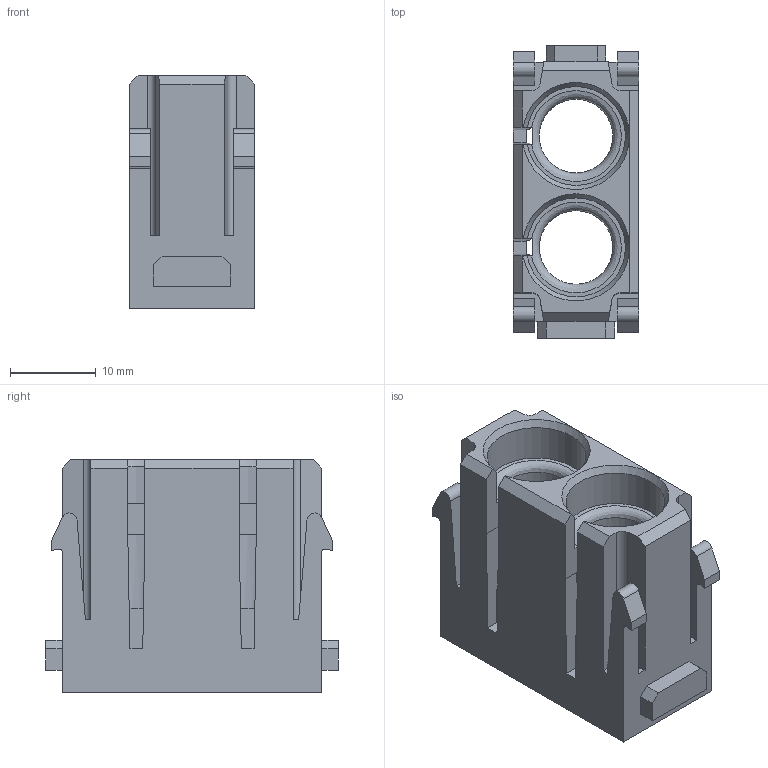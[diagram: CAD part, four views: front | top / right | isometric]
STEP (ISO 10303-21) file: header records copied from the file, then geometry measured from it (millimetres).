
FILE_DESCRIPTION(/* description */ (''),/* implementation_level */ '2;1');
FILE_NAME(/* name */ '100173811ugm000_c.stp',/* time_stamp */ '2017-09-28T17:22:43+02:00',/* author */ (''),/* organization */ (''),/* preprocessor_version */ 'ST-DEVELOPER v16',/* originating_system */ 'SIEMENS PLM Software NX 10.0',/* authorisation */ '');
FILE_SCHEMA (('AUTOMOTIVE_DESIGN { 1 0 10303 214 3 1 1 1 }'));
Length unit declared in the file: millimetre
Products named in the file (1): 100173811ugm000_c
Bounding box: 14.6 x 34.2 x 27.2 mm (x, y, z)
Volume: 5246.6 mm3; surface area: 5780.9 mm2
Topology: 1 solids, 1 shells, 140 faces, 558 edges, 554 vertices
Faces by surface type: plane 114, cylinder 22, bspline 2, cone 2
Full cylindrical faces by diameter (mm): 8.6 x2
Entity records: 6637 total; most frequent: CARTESIAN_POINT 1491, ORIENTED_EDGE 920, DIRECTION 890, EDGE_CURVE 460, LINE 452, VECTOR 452, VERTEX_POINT 338, AXIS2_PLACEMENT_3D 219
